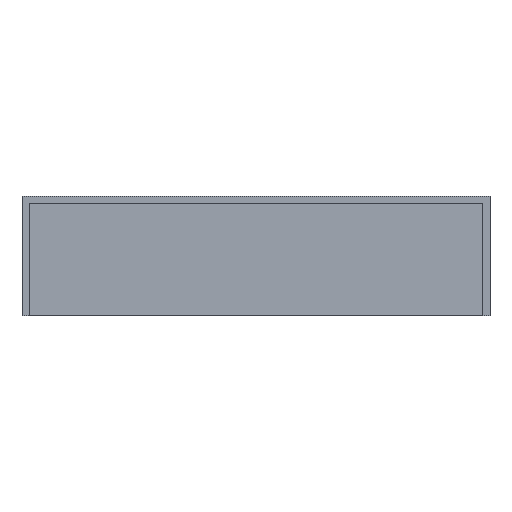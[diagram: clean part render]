
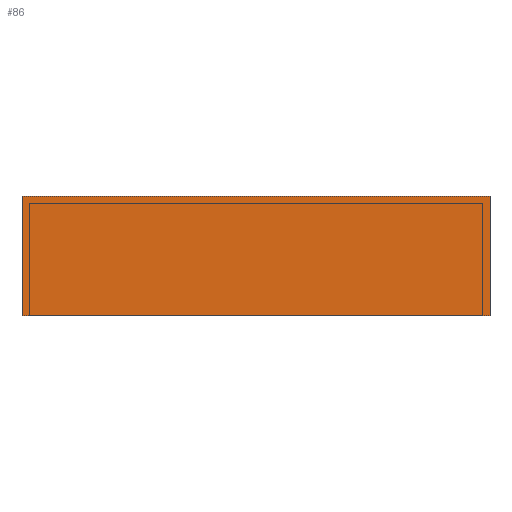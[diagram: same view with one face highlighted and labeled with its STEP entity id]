
A CAD part, front view. The second image highlights one B-rep face of the part: STEP entity #86.
In plain terms, the highlighted planar face has unit normal (0, -1, 0).
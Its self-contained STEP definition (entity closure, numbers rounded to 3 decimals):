
#86 = ADVANCED_FACE( '', ( #150 ), #151, .F. );
#150 = FACE_OUTER_BOUND( '', #200, .T. );
#151 = PLANE( '', #201 );
#200 = EDGE_LOOP( '', ( #258, #259, #260, #261 ) );
#201 = AXIS2_PLACEMENT_3D( '', #262, #263, #264 );
#258 = ORIENTED_EDGE( '', *, *, #335, .F. );
#259 = ORIENTED_EDGE( '', *, *, #343, .F. );
#260 = ORIENTED_EDGE( '', *, *, #340, .F. );
#261 = ORIENTED_EDGE( '', *, *, #344, .F. );
#262 = CARTESIAN_POINT( '', ( 3.275, -500.1, -0.835 ) );
#263 = DIRECTION( '', ( 0., 1., 0. ) );
#264 = DIRECTION( '', ( 0., 0., 1. ) );
#335 = EDGE_CURVE( '', #380, #382, #383, .T. );
#340 = EDGE_CURVE( '', #389, #391, #392, .T. );
#343 = EDGE_CURVE( '', #391, #380, #395, .T. );
#344 = EDGE_CURVE( '', #382, #389, #396, .T. );
#380 = VERTEX_POINT( '', #441 );
#382 = VERTEX_POINT( '', #444 );
#383 = LINE( '', #445, #446 );
#389 = VERTEX_POINT( '', #454 );
#391 = VERTEX_POINT( '', #457 );
#392 = LINE( '', #458, #459 );
#395 = LINE( '', #463, #464 );
#396 = LINE( '', #465, #466 );
#441 = CARTESIAN_POINT( '', ( 3.275, -500.1, 0.835 ) );
#444 = CARTESIAN_POINT( '', ( 3.275, -500.1, -0.835 ) );
#445 = CARTESIAN_POINT( '', ( 3.275, -500.1, 0.835 ) );
#446 = VECTOR( '', #496, 1000. );
#454 = CARTESIAN_POINT( '', ( -3.275, -500.1, -0.835 ) );
#457 = CARTESIAN_POINT( '', ( -3.275, -500.1, 0.835 ) );
#458 = CARTESIAN_POINT( '', ( -3.275, -500.1, -0.835 ) );
#459 = VECTOR( '', #500, 1000. );
#463 = CARTESIAN_POINT( '', ( -3.275, -500.1, 0.835 ) );
#464 = VECTOR( '', #502, 1000. );
#465 = CARTESIAN_POINT( '', ( 3.275, -500.1, -0.835 ) );
#466 = VECTOR( '', #503, 1000. );
#496 = DIRECTION( '', ( 0., 0., -1. ) );
#500 = DIRECTION( '', ( 0., 0., 1. ) );
#502 = DIRECTION( '', ( 1., 0., 0. ) );
#503 = DIRECTION( '', ( -1., 0., 0. ) );
